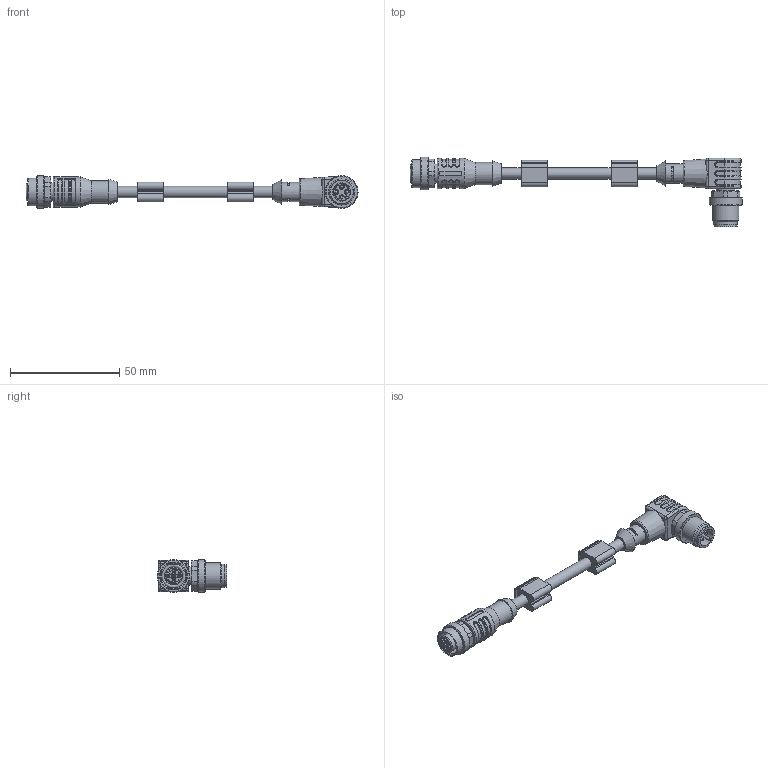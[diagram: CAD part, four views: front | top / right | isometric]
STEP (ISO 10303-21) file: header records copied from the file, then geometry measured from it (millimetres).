
FILE_DESCRIPTION(/* description */ (''),/* implementation_level */ '2;1');
FILE_NAME(/* name */ 'AL-WAK4_AL-WWAS4.stp',/* time_stamp */ '2015-06-15T16:27:34+02:00',/* author */ ('ESCHA Bauelemente GmbH'),/* organization */ ('ESCHA Bauelemente GmbH'),/* preprocessor_version */ 'ST-DEVELOPER v14',/* originating_system */ 'SIEMENS PLM Software NX 8.0',/* authorisation */ '');
FILE_SCHEMA (('AP203_CONFIGURATION_CONTROLLED_3D_DESIGN_OF_MECHANICAL_PARTS_AND_ASSEMBLIES_MIM_LF { 1 0 10303 403 2 1 2}'));
Length unit declared in the file: millimetre
Products named in the file (1): AL-WAK4-AL-WAS4
Bounding box: 152.1 x 31.9 x 15 mm (x, y, z)
Volume: 14411.9 mm3; surface area: 8310.8 mm2
Topology: 1 solids, 1 shells, 602 faces, 1505 edges, 946 vertices
Faces by surface type: plane 216, cylinder 198, extrusion 57, torus 53, bspline 44, cone 28, sphere 6
Full cylindrical faces by diameter (mm): 1 x4, 1.15 x4, 5.2 x3, 8.3 x1, 8.7 x2, 8.8 x1, 10.2 x1, 10.5 x1, 10.8 x1, 10.95 x1, 11.8 x1, 12 x1, 12.3 x1, 12.8 x1, 14 x1, 15 x2
Entity records: 19721 total; most frequent: CARTESIAN_POINT 5858, ORIENTED_EDGE 2836, DIRECTION 2783, EDGE_CURVE 1418, AXIS2_PLACEMENT_3D 1030, VERTEX_POINT 920, VECTOR 723, EDGE_LOOP 710
